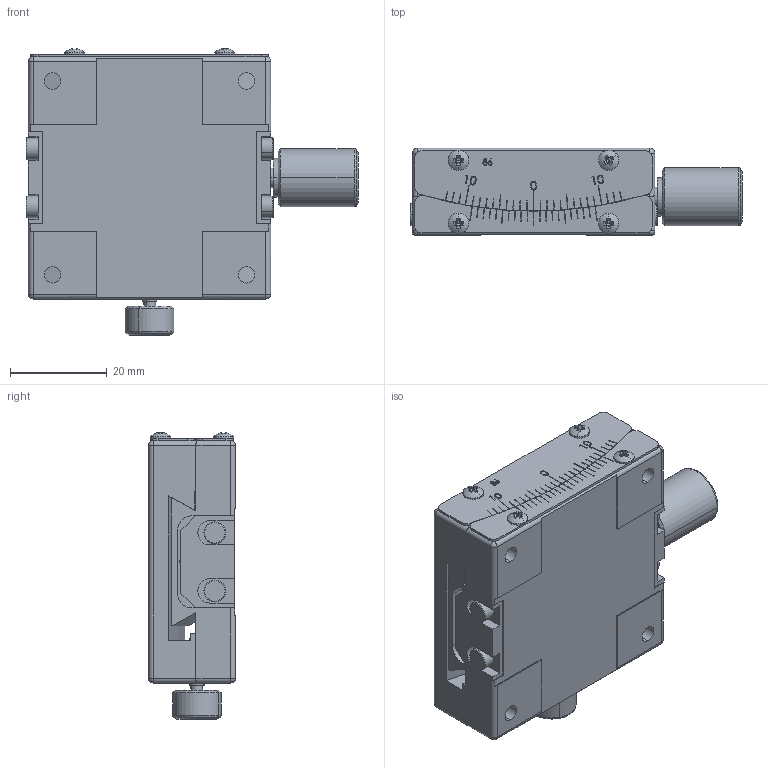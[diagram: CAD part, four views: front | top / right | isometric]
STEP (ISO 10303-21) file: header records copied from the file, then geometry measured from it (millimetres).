
FILE_DESCRIPTION (( 'STEP AP203' ), '1' );
FILE_NAME ('MXG5-86CS-(«¬¿ý).STEP', '2013-10-15T08:49:53', ( '' ), ( '' ), 'SwSTEP 2.0', 'SolidWorks 2013', '' );
FILE_SCHEMA (( 'CONFIG_CONTROL_DESIGN' ));
Length unit declared in the file: millimetre
Products named in the file (3): MXG5-86CS-(型錄); Group1^MXG5-86CS-(型錄); Group2^MXG5-86CS-(型錄)
Assembly tree (2 placements, depth 2):
  MXG5-86CS-(型錄)
    Group1^MXG5-86CS-(型錄)
    Group2^MXG5-86CS-(型錄)
Bounding box: 68.5 x 18 x 59.11 mm (x, y, z)
Volume: 43405.1 mm3; surface area: 19631.9 mm2
Topology: 2 solids, 2 shells, 1273 faces, 3298 edges, 2133 vertices
Faces by surface type: plane 800, bspline 217, cylinder 160, cone 68, sphere 16, torus 12
Entity records: 50463 total; most frequent: CARTESIAN_POINT 20351, ORIENTED_EDGE 6528, DIRECTION 5407, EDGE_CURVE 3264, LINE 2249, VECTOR 2249, VERTEX_POINT 2133, AXIS2_PLACEMENT_3D 1579
